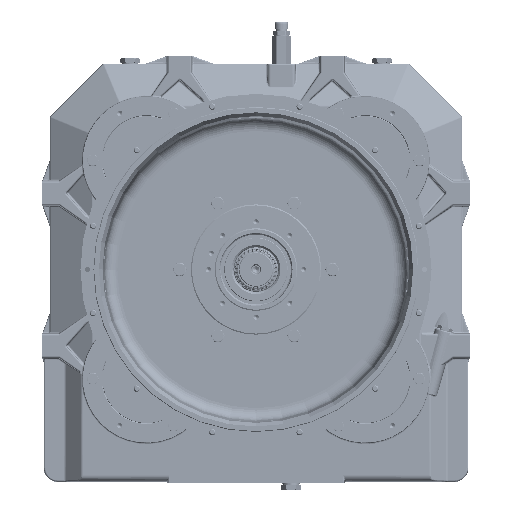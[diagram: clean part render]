
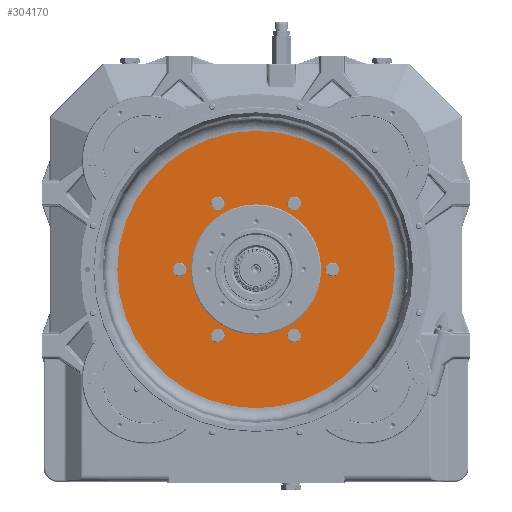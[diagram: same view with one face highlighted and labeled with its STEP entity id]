
A CAD part, top view. The second image highlights one B-rep face of the part: STEP entity #304170.
In plain terms, the highlighted planar face has unit normal (0, 0, 1).
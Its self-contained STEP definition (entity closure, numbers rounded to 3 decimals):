
#2921 = CIRCLE ( 'NONE', #284252, 6.5 ) ;
#4659 = ORIENTED_EDGE ( 'NONE', *, *, #27399, .F. ) ;
#16519 = CIRCLE ( 'NONE', #81903, 6.5 ) ;
#17587 = FACE_BOUND ( 'NONE', #267616, .T. ) ;
#18288 = DIRECTION ( 'NONE',  ( 1., 0., 0. ) ) ;
#23027 = ORIENTED_EDGE ( 'NONE', *, *, #216640, .F. ) ;
#27399 = EDGE_CURVE ( 'NONE', #218005, #218005, #148954, .T. ) ;
#29750 = EDGE_CURVE ( 'NONE', #202049, #202049, #322629, .T. ) ;
#33878 = DIRECTION ( 'NONE',  ( 0., 0., 1. ) ) ;
#38591 = VERTEX_POINT ( 'NONE', #117897 ) ;
#41476 = FACE_BOUND ( 'NONE', #182984, .T. ) ;
#46473 = CARTESIAN_POINT ( 'NONE',  ( -53.5, -103.923, -85. ) ) ;
#57170 = DIRECTION ( 'NONE',  ( 0., 0., 1. ) ) ;
#57598 = CARTESIAN_POINT ( 'NONE',  ( 102.5, 0., -85. ) ) ;
#58509 = DIRECTION ( 'NONE',  ( 1., 0., 0. ) ) ;
#60088 = DIRECTION ( 'NONE',  ( 0., 0., 1. ) ) ;
#60501 = DIRECTION ( 'NONE',  ( 1., 0., 0. ) ) ;
#62568 = ORIENTED_EDGE ( 'NONE', *, *, #29750, .F. ) ;
#64285 = CARTESIAN_POINT ( 'NONE',  ( 60., 103.923, -85. ) ) ;
#65394 = FACE_BOUND ( 'NONE', #201831, .T. ) ;
#67317 = DIRECTION ( 'NONE',  ( 1., 0., 0. ) ) ;
#71532 = AXIS2_PLACEMENT_3D ( 'NONE', #161907, #33878, #60501 ) ;
#81903 = AXIS2_PLACEMENT_3D ( 'NONE', #211275, #262482, #58509 ) ;
#82739 = DIRECTION ( 'NONE',  ( 1., 0., 0. ) ) ;
#86456 = CARTESIAN_POINT ( 'NONE',  ( 126.5, 0., -85. ) ) ;
#89716 = EDGE_CURVE ( 'NONE', #179607, #179607, #16519, .T. ) ;
#90287 = EDGE_LOOP ( 'NONE', ( #274003 ) ) ;
#94163 = DIRECTION ( 'NONE',  ( 0., 0., -1. ) ) ;
#110306 = ORIENTED_EDGE ( 'NONE', *, *, #222669, .F. ) ;
#117116 = CARTESIAN_POINT ( 'NONE',  ( 66.5, -103.923, -85. ) ) ;
#117435 = EDGE_CURVE ( 'NONE', #278832, #278832, #2921, .T. ) ;
#117897 = CARTESIAN_POINT ( 'NONE',  ( -218.054, 0., -85. ) ) ;
#122216 = CARTESIAN_POINT ( 'NONE',  ( -53.5, 103.923, -85. ) ) ;
#129900 = AXIS2_PLACEMENT_3D ( 'NONE', #305746, #150824, #227866 ) ;
#134870 = EDGE_LOOP ( 'NONE', ( #159202 ) ) ;
#141479 = VERTEX_POINT ( 'NONE', #57598 ) ;
#143351 = DIRECTION ( 'NONE',  ( 1., 0., 0. ) ) ;
#148954 = CIRCLE ( 'NONE', #169828, 6.5 ) ;
#149074 = EDGE_LOOP ( 'NONE', ( #229888 ) ) ;
#150824 = DIRECTION ( 'NONE',  ( 0., 0., 1. ) ) ;
#159202 = ORIENTED_EDGE ( 'NONE', *, *, #89716, .F. ) ;
#160817 = PLANE ( 'NONE',  #71532 ) ;
#161907 = CARTESIAN_POINT ( 'NONE',  ( 0., -95.943, -85. ) ) ;
#166142 = ORIENTED_EDGE ( 'NONE', *, *, #117435, .F. ) ;
#167969 = DIRECTION ( 'NONE',  ( 0., 0., 1. ) ) ;
#169828 = AXIS2_PLACEMENT_3D ( 'NONE', #172048, #196635, #67317 ) ;
#170890 = DIRECTION ( 'NONE',  ( 0., 0., 1. ) ) ;
#172048 = CARTESIAN_POINT ( 'NONE',  ( -60., 103.923, -85. ) ) ;
#176236 = EDGE_CURVE ( 'NONE', #38591, #38591, #276023, .T. ) ;
#179607 = VERTEX_POINT ( 'NONE', #184757 ) ;
#182984 = EDGE_LOOP ( 'NONE', ( #166142 ) ) ;
#184757 = CARTESIAN_POINT ( 'NONE',  ( -113.5, 0., -85. ) ) ;
#186120 = DIRECTION ( 'NONE',  ( 1., 0., 0. ) ) ;
#193603 = CIRCLE ( 'NONE', #219030, 6.5 ) ;
#196635 = DIRECTION ( 'NONE',  ( 0., 0., 1. ) ) ;
#201831 = EDGE_LOOP ( 'NONE', ( #110306 ) ) ;
#202049 = VERTEX_POINT ( 'NONE', #46473 ) ;
#205028 = FACE_BOUND ( 'NONE', #265372, .T. ) ;
#209849 = VERTEX_POINT ( 'NONE', #86456 ) ;
#209965 = CARTESIAN_POINT ( 'NONE',  ( 0., 0., -85. ) ) ;
#211275 = CARTESIAN_POINT ( 'NONE',  ( -120., 0., -85. ) ) ;
#212866 = CARTESIAN_POINT ( 'NONE',  ( 120., 0., -85. ) ) ;
#213418 = AXIS2_PLACEMENT_3D ( 'NONE', #273667, #94163, #249121 ) ;
#216640 = EDGE_CURVE ( 'NONE', #209849, #209849, #321672, .T. ) ;
#218005 = VERTEX_POINT ( 'NONE', #122216 ) ;
#219030 = AXIS2_PLACEMENT_3D ( 'NONE', #323459, #170890, #18288 ) ;
#222669 = EDGE_CURVE ( 'NONE', #141479, #141479, #242713, .T. ) ;
#224226 = VERTEX_POINT ( 'NONE', #117116 ) ;
#227866 = DIRECTION ( 'NONE',  ( 1., 0., 0. ) ) ;
#229888 = ORIENTED_EDGE ( 'NONE', *, *, #293325, .F. ) ;
#242713 = CIRCLE ( 'NONE', #278896, 102.5 ) ;
#244933 = FACE_BOUND ( 'NONE', #134870, .T. ) ;
#249121 = DIRECTION ( 'NONE',  ( -1., 0., 0. ) ) ;
#252468 = AXIS2_PLACEMENT_3D ( 'NONE', #212866, #60088, #186120 ) ;
#256741 = FACE_BOUND ( 'NONE', #324679, .T. ) ;
#262482 = DIRECTION ( 'NONE',  ( 0., 0., 1. ) ) ;
#265372 = EDGE_LOOP ( 'NONE', ( #62568 ) ) ;
#267616 = EDGE_LOOP ( 'NONE', ( #23027 ) ) ;
#268910 = FACE_BOUND ( 'NONE', #149074, .T. ) ;
#273667 = CARTESIAN_POINT ( 'NONE',  ( 0., 0., -85. ) ) ;
#274003 = ORIENTED_EDGE ( 'NONE', *, *, #176236, .F. ) ;
#276023 = CIRCLE ( 'NONE', #213418, 218.054 ) ;
#278832 = VERTEX_POINT ( 'NONE', #316017 ) ;
#278896 = AXIS2_PLACEMENT_3D ( 'NONE', #209965, #57170, #82739 ) ;
#284252 = AXIS2_PLACEMENT_3D ( 'NONE', #64285, #167969, #143351 ) ;
#284894 = FACE_OUTER_BOUND ( 'NONE', #90287, .T. ) ;
#293325 = EDGE_CURVE ( 'NONE', #224226, #224226, #193603, .T. ) ;
#304170 = ADVANCED_FACE ( 'NONE', ( #205028, #268910, #17587, #41476, #256741, #244933, #65394, #284894 ), #160817, .T. ) ;
#305746 = CARTESIAN_POINT ( 'NONE',  ( -60., -103.923, -85. ) ) ;
#316017 = CARTESIAN_POINT ( 'NONE',  ( 66.5, 103.923, -85. ) ) ;
#321672 = CIRCLE ( 'NONE', #252468, 6.5 ) ;
#322629 = CIRCLE ( 'NONE', #129900, 6.5 ) ;
#323459 = CARTESIAN_POINT ( 'NONE',  ( 60., -103.923, -85. ) ) ;
#324679 = EDGE_LOOP ( 'NONE', ( #4659 ) ) ;
